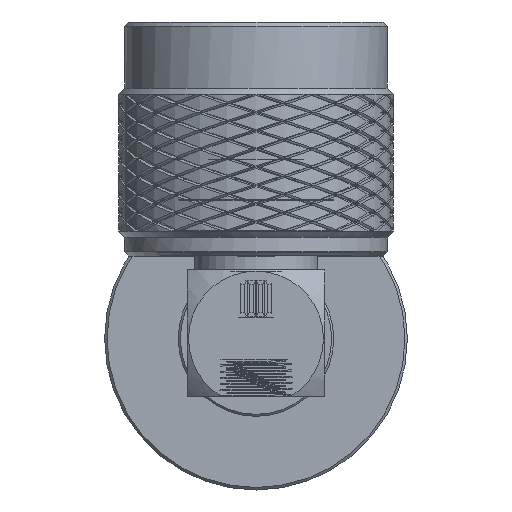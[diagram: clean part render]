
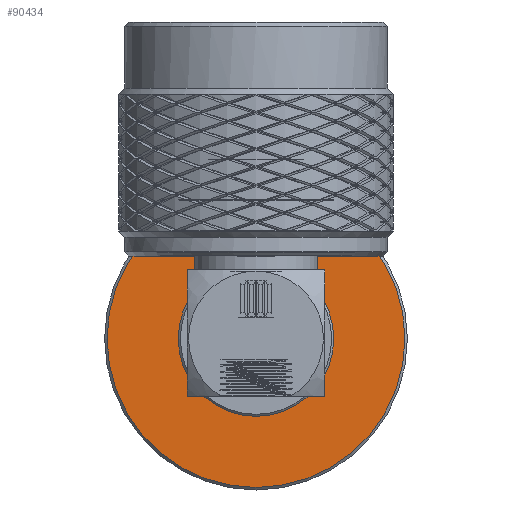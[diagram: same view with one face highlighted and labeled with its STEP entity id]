
A CAD part, front view. The second image highlights one B-rep face of the part: STEP entity #90434.
In plain terms, the highlighted planar face has unit normal (0, -1, 0).
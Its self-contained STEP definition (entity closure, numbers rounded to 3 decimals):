
#18987=PLANE('',#93362);
#45743=ORIENTED_EDGE('',*,*,#60173,.T.);
#45744=ORIENTED_EDGE('',*,*,#60174,.T.);
#60173=EDGE_CURVE('',#67562,#67562,#68472,.T.);
#60174=EDGE_CURVE('',#67563,#67563,#68473,.F.);
#67562=VERTEX_POINT('',#430398);
#67563=VERTEX_POINT('',#430400);
#68472=CIRCLE('',#93363,5.65);
#68473=CIRCLE('',#93364,10.82);
#75295=EDGE_LOOP('',(#45743));
#75296=EDGE_LOOP('',(#45744));
#82194=FACE_BOUND('',#75295,.T.);
#82195=FACE_BOUND('',#75296,.T.);
#90434=ADVANCED_FACE('',(#82194,#82195),#18987,.F.);
#93362=AXIS2_PLACEMENT_3D('',#430396,#99462,#99463);
#93363=AXIS2_PLACEMENT_3D('',#430397,#99464,#99465);
#93364=AXIS2_PLACEMENT_3D('',#430399,#99466,#99467);
#99462=DIRECTION('',(0.,1.,0.));
#99463=DIRECTION('',(-1.,0.,0.));
#99464=DIRECTION('',(0.,1.,0.));
#99465=DIRECTION('',(0.,0.,1.));
#99466=DIRECTION('',(0.,1.,0.));
#99467=DIRECTION('',(-1.,0.,0.));
#430396=CARTESIAN_POINT('',(0.,133.925,0.));
#430397=CARTESIAN_POINT('',(0.,133.925,0.));
#430398=CARTESIAN_POINT('',(0.,133.925,5.65));
#430399=CARTESIAN_POINT('',(0.,133.925,0.));
#430400=CARTESIAN_POINT('',(-10.82,133.925,0.));
